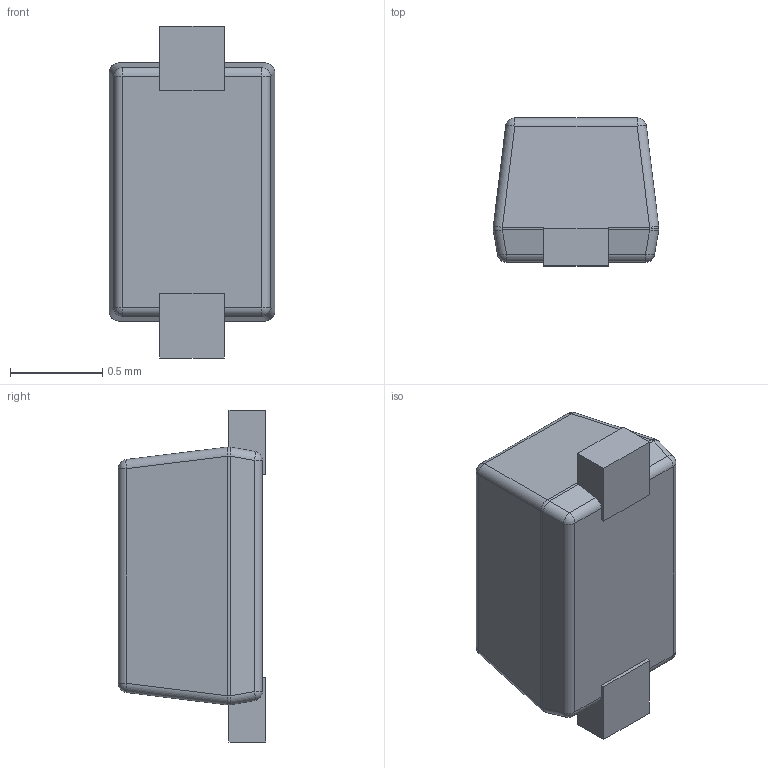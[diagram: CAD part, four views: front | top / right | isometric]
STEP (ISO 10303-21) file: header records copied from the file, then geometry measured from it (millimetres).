
FILE_DESCRIPTION (( 'STEP AP214' ), '1' );
FILE_NAME ('A8AA6CC5-B33A-44A7-BBCF-BAD4E0AFC1C2.STEP', '2023-06-07T18:18:34', ( '' ), ( '' ), 'SwSTEP 2.0', 'SolidWorks 2022', '' );
FILE_SCHEMA (( 'AUTOMOTIVE_DESIGN' ));
Length unit declared in the file: millimetre
Products named in the file (1): A8AA6CC5-B33A-44A7-BBCF-BAD4E0AFC1C2
Bounding box: 0.9 x 0.8 x 1.8 mm (x, y, z)
Volume: 0.9 mm3; surface area: 5.8 mm2
Topology: 1 solids, 1 shells, 67 faces, 159 edges, 86 vertices
Faces by surface type: plane 29, cylinder 24, sphere 14
Entity records: 2598 total; most frequent: DIRECTION 341, CARTESIAN_POINT 305, ORIENTED_EDGE 302, EDGE_CURVE 151, AXIS2_PLACEMENT_3D 122, VECTOR 97, LINE 97, VERTEX_POINT 86
